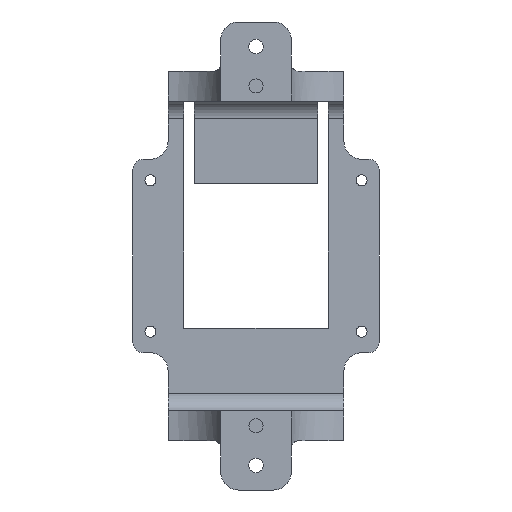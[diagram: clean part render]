
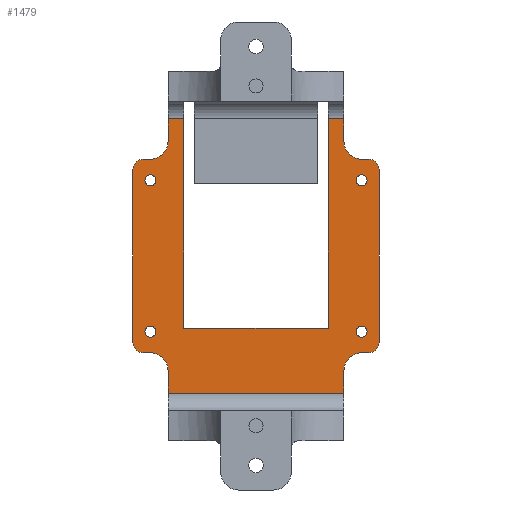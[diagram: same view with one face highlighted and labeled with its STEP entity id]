
A CAD part, front view. The second image highlights one B-rep face of the part: STEP entity #1479.
In plain terms, the highlighted planar face has unit normal (0, -1, 0).
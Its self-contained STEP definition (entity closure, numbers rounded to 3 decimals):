
#21=FACE_BOUND('',#262,.T.);
#22=FACE_BOUND('',#263,.T.);
#23=FACE_BOUND('',#264,.T.);
#24=FACE_BOUND('',#265,.T.);
#61=CIRCLE('',#1614,5.);
#62=CIRCLE('',#1615,3.);
#63=CIRCLE('',#1616,3.);
#64=CIRCLE('',#1617,5.);
#65=CIRCLE('',#1618,5.);
#66=CIRCLE('',#1619,3.);
#67=CIRCLE('',#1620,3.);
#68=CIRCLE('',#1621,5.);
#69=CIRCLE('',#1622,1.55);
#70=CIRCLE('',#1623,1.55);
#71=CIRCLE('',#1624,1.55);
#72=CIRCLE('',#1625,1.55);
#118=PLANE('',#1613);
#177=FACE_OUTER_BOUND('',#261,.T.);
#261=EDGE_LOOP('',(#1157,#1158,#1159,#1160,#1161,#1162,#1163,#1164,#1165,
#1166,#1167,#1168,#1169,#1170,#1171,#1172,#1173,#1174,#1175,#1176,#1177,
#1178,#1179,#1180));
#262=EDGE_LOOP('',(#1181));
#263=EDGE_LOOP('',(#1182));
#264=EDGE_LOOP('',(#1183));
#265=EDGE_LOOP('',(#1184));
#365=LINE('',#2344,#507);
#381=LINE('',#2384,#523);
#397=LINE('',#2425,#539);
#398=LINE('',#2429,#540);
#399=LINE('',#2431,#541);
#400=LINE('',#2433,#542);
#401=LINE('',#2434,#543);
#402=LINE('',#2438,#544);
#403=LINE('',#2442,#545);
#404=LINE('',#2446,#546);
#405=LINE('',#2449,#547);
#406=LINE('',#2451,#548);
#407=LINE('',#2455,#549);
#408=LINE('',#2459,#550);
#409=LINE('',#2463,#551);
#410=LINE('',#2466,#552);
#507=VECTOR('',#1849,10.);
#523=VECTOR('',#1879,10.);
#539=VECTOR('',#1915,10.);
#540=VECTOR('',#1920,10.);
#541=VECTOR('',#1921,10.);
#542=VECTOR('',#1922,10.);
#543=VECTOR('',#1923,10.);
#544=VECTOR('',#1926,10.);
#545=VECTOR('',#1929,10.);
#546=VECTOR('',#1932,10.);
#547=VECTOR('',#1935,10.);
#548=VECTOR('',#1936,10.);
#549=VECTOR('',#1939,10.);
#550=VECTOR('',#1942,10.);
#551=VECTOR('',#1945,10.);
#552=VECTOR('',#1948,10.);
#655=VERTEX_POINT('',#2341);
#656=VERTEX_POINT('',#2343);
#672=VERTEX_POINT('',#2381);
#673=VERTEX_POINT('',#2383);
#687=VERTEX_POINT('',#2422);
#688=VERTEX_POINT('',#2424);
#689=VERTEX_POINT('',#2428);
#690=VERTEX_POINT('',#2430);
#691=VERTEX_POINT('',#2432);
#692=VERTEX_POINT('',#2435);
#693=VERTEX_POINT('',#2437);
#694=VERTEX_POINT('',#2439);
#695=VERTEX_POINT('',#2441);
#696=VERTEX_POINT('',#2443);
#697=VERTEX_POINT('',#2445);
#698=VERTEX_POINT('',#2448);
#699=VERTEX_POINT('',#2450);
#700=VERTEX_POINT('',#2452);
#701=VERTEX_POINT('',#2454);
#702=VERTEX_POINT('',#2456);
#703=VERTEX_POINT('',#2458);
#704=VERTEX_POINT('',#2460);
#705=VERTEX_POINT('',#2462);
#706=VERTEX_POINT('',#2464);
#707=VERTEX_POINT('',#2467);
#708=VERTEX_POINT('',#2469);
#709=VERTEX_POINT('',#2471);
#710=VERTEX_POINT('',#2473);
#824=EDGE_CURVE('',#655,#656,#365,.T.);
#844=EDGE_CURVE('',#672,#673,#381,.T.);
#864=EDGE_CURVE('',#687,#688,#397,.T.);
#866=EDGE_CURVE('',#687,#689,#398,.T.);
#867=EDGE_CURVE('',#689,#690,#399,.T.);
#868=EDGE_CURVE('',#690,#691,#400,.T.);
#869=EDGE_CURVE('',#673,#691,#401,.T.);
#870=EDGE_CURVE('',#692,#672,#61,.T.);
#871=EDGE_CURVE('',#692,#693,#402,.T.);
#872=EDGE_CURVE('',#694,#693,#62,.T.);
#873=EDGE_CURVE('',#694,#695,#403,.T.);
#874=EDGE_CURVE('',#696,#695,#63,.T.);
#875=EDGE_CURVE('',#696,#697,#404,.T.);
#876=EDGE_CURVE('',#656,#697,#64,.T.);
#877=EDGE_CURVE('',#698,#655,#405,.T.);
#878=EDGE_CURVE('',#699,#698,#406,.T.);
#879=EDGE_CURVE('',#700,#699,#65,.T.);
#880=EDGE_CURVE('',#700,#701,#407,.T.);
#881=EDGE_CURVE('',#702,#701,#66,.T.);
#882=EDGE_CURVE('',#702,#703,#408,.T.);
#883=EDGE_CURVE('',#704,#703,#67,.T.);
#884=EDGE_CURVE('',#704,#705,#409,.T.);
#885=EDGE_CURVE('',#706,#705,#68,.T.);
#886=EDGE_CURVE('',#688,#706,#410,.T.);
#887=EDGE_CURVE('',#707,#707,#69,.T.);
#888=EDGE_CURVE('',#708,#708,#70,.T.);
#889=EDGE_CURVE('',#709,#709,#71,.T.);
#890=EDGE_CURVE('',#710,#710,#72,.T.);
#1157=ORIENTED_EDGE('',*,*,#864,.F.);
#1158=ORIENTED_EDGE('',*,*,#866,.T.);
#1159=ORIENTED_EDGE('',*,*,#867,.T.);
#1160=ORIENTED_EDGE('',*,*,#868,.T.);
#1161=ORIENTED_EDGE('',*,*,#869,.F.);
#1162=ORIENTED_EDGE('',*,*,#844,.F.);
#1163=ORIENTED_EDGE('',*,*,#870,.F.);
#1164=ORIENTED_EDGE('',*,*,#871,.T.);
#1165=ORIENTED_EDGE('',*,*,#872,.F.);
#1166=ORIENTED_EDGE('',*,*,#873,.T.);
#1167=ORIENTED_EDGE('',*,*,#874,.F.);
#1168=ORIENTED_EDGE('',*,*,#875,.T.);
#1169=ORIENTED_EDGE('',*,*,#876,.F.);
#1170=ORIENTED_EDGE('',*,*,#824,.F.);
#1171=ORIENTED_EDGE('',*,*,#877,.F.);
#1172=ORIENTED_EDGE('',*,*,#878,.F.);
#1173=ORIENTED_EDGE('',*,*,#879,.F.);
#1174=ORIENTED_EDGE('',*,*,#880,.T.);
#1175=ORIENTED_EDGE('',*,*,#881,.F.);
#1176=ORIENTED_EDGE('',*,*,#882,.T.);
#1177=ORIENTED_EDGE('',*,*,#883,.F.);
#1178=ORIENTED_EDGE('',*,*,#884,.T.);
#1179=ORIENTED_EDGE('',*,*,#885,.F.);
#1180=ORIENTED_EDGE('',*,*,#886,.F.);
#1181=ORIENTED_EDGE('',*,*,#887,.T.);
#1182=ORIENTED_EDGE('',*,*,#888,.T.);
#1183=ORIENTED_EDGE('',*,*,#889,.T.);
#1184=ORIENTED_EDGE('',*,*,#890,.T.);
#1479=ADVANCED_FACE('',(#177,#21,#22,#23,#24),#118,.F.);
#1613=AXIS2_PLACEMENT_3D('',#2427,#1918,#1919);
#1614=AXIS2_PLACEMENT_3D('',#2436,#1924,#1925);
#1615=AXIS2_PLACEMENT_3D('',#2440,#1927,#1928);
#1616=AXIS2_PLACEMENT_3D('',#2444,#1930,#1931);
#1617=AXIS2_PLACEMENT_3D('',#2447,#1933,#1934);
#1618=AXIS2_PLACEMENT_3D('',#2453,#1937,#1938);
#1619=AXIS2_PLACEMENT_3D('',#2457,#1940,#1941);
#1620=AXIS2_PLACEMENT_3D('',#2461,#1943,#1944);
#1621=AXIS2_PLACEMENT_3D('',#2465,#1946,#1947);
#1622=AXIS2_PLACEMENT_3D('',#2468,#1949,#1950);
#1623=AXIS2_PLACEMENT_3D('',#2470,#1951,#1952);
#1624=AXIS2_PLACEMENT_3D('',#2472,#1953,#1954);
#1625=AXIS2_PLACEMENT_3D('',#2474,#1955,#1956);
#1849=DIRECTION('',(0.,0.,1.));
#1879=DIRECTION('',(0.,0.,1.));
#1915=DIRECTION('',(1.,0.,0.));
#1918=DIRECTION('center_axis',(0.,1.,0.));
#1919=DIRECTION('ref_axis',(0.,0.,1.));
#1920=DIRECTION('',(0.,0.,-1.));
#1921=DIRECTION('',(-1.,0.,0.));
#1922=DIRECTION('',(0.,0.,1.));
#1923=DIRECTION('',(1.,0.,0.));
#1924=DIRECTION('center_axis',(0.,-1.,0.));
#1925=DIRECTION('ref_axis',(0.707,0.,-0.707));
#1926=DIRECTION('',(-1.,0.,0.));
#1927=DIRECTION('center_axis',(0.,1.,0.));
#1928=DIRECTION('ref_axis',(-0.707,0.,0.707));
#1929=DIRECTION('',(0.,0.,-1.));
#1930=DIRECTION('center_axis',(0.,1.,0.));
#1931=DIRECTION('ref_axis',(-0.707,0.,-0.707));
#1932=DIRECTION('',(1.,0.,0.));
#1933=DIRECTION('center_axis',(0.,-1.,0.));
#1934=DIRECTION('ref_axis',(0.707,0.,0.707));
#1935=DIRECTION('',(-1.,0.,0.));
#1936=DIRECTION('',(0.,0.,-1.));
#1937=DIRECTION('center_axis',(0.,-1.,0.));
#1938=DIRECTION('ref_axis',(-0.707,0.,0.707));
#1939=DIRECTION('',(1.,0.,0.));
#1940=DIRECTION('center_axis',(0.,1.,0.));
#1941=DIRECTION('ref_axis',(0.707,0.,-0.707));
#1942=DIRECTION('',(0.,0.,1.));
#1943=DIRECTION('center_axis',(0.,1.,0.));
#1944=DIRECTION('ref_axis',(0.707,0.,0.707));
#1945=DIRECTION('',(-1.,0.,0.));
#1946=DIRECTION('center_axis',(0.,-1.,0.));
#1947=DIRECTION('ref_axis',(-0.707,0.,-0.707));
#1948=DIRECTION('',(0.,0.,-1.));
#1949=DIRECTION('center_axis',(0.,1.,0.));
#1950=DIRECTION('ref_axis',(-1.,0.,0.));
#1951=DIRECTION('center_axis',(0.,1.,0.));
#1952=DIRECTION('ref_axis',(-1.,0.,0.));
#1953=DIRECTION('center_axis',(0.,1.,0.));
#1954=DIRECTION('ref_axis',(-1.,0.,0.));
#1955=DIRECTION('center_axis',(0.,1.,0.));
#1956=DIRECTION('ref_axis',(-1.,0.,0.));
#2341=CARTESIAN_POINT('',(-25.,0.,-39.));
#2343=CARTESIAN_POINT('',(-25.,0.,-32.5));
#2344=CARTESIAN_POINT('',(-25.,0.,-52.5));
#2381=CARTESIAN_POINT('',(-25.,0.,32.5));
#2383=CARTESIAN_POINT('',(-25.,0.,39.));
#2384=CARTESIAN_POINT('',(-25.,0.,-52.5));
#2422=CARTESIAN_POINT('',(20.5,0.,39.));
#2424=CARTESIAN_POINT('',(25.,0.,39.));
#2425=CARTESIAN_POINT('',(-12.5,0.,39.));
#2427=CARTESIAN_POINT('Origin',(0.,0.,0.));
#2428=CARTESIAN_POINT('',(20.5,0.,-20.5));
#2429=CARTESIAN_POINT('',(20.5,0.,-10.25));
#2430=CARTESIAN_POINT('',(-20.5,0.,-20.5));
#2431=CARTESIAN_POINT('',(-10.25,0.,-20.5));
#2432=CARTESIAN_POINT('',(-20.5,0.,39.));
#2433=CARTESIAN_POINT('',(-20.5,0.,10.25));
#2434=CARTESIAN_POINT('',(-12.5,0.,39.));
#2435=CARTESIAN_POINT('',(-30.,0.,27.5));
#2436=CARTESIAN_POINT('Origin',(-30.,0.,32.5));
#2437=CARTESIAN_POINT('',(-32.,0.,27.5));
#2438=CARTESIAN_POINT('',(-35.,0.,27.5));
#2439=CARTESIAN_POINT('',(-35.,0.,24.5));
#2440=CARTESIAN_POINT('Origin',(-32.,0.,24.5));
#2441=CARTESIAN_POINT('',(-35.,0.,-24.5));
#2442=CARTESIAN_POINT('',(-35.,0.,-27.5));
#2443=CARTESIAN_POINT('',(-32.,0.,-27.5));
#2444=CARTESIAN_POINT('Origin',(-32.,0.,-24.5));
#2445=CARTESIAN_POINT('',(-30.,0.,-27.5));
#2446=CARTESIAN_POINT('',(-25.,0.,-27.5));
#2447=CARTESIAN_POINT('Origin',(-30.,0.,-32.5));
#2448=CARTESIAN_POINT('',(25.,0.,-39.));
#2449=CARTESIAN_POINT('',(12.5,0.,-39.));
#2450=CARTESIAN_POINT('',(25.,0.,-32.5));
#2451=CARTESIAN_POINT('',(25.,0.,52.5));
#2452=CARTESIAN_POINT('',(30.,0.,-27.5));
#2453=CARTESIAN_POINT('Origin',(30.,0.,-32.5));
#2454=CARTESIAN_POINT('',(32.,0.,-27.5));
#2455=CARTESIAN_POINT('',(35.,0.,-27.5));
#2456=CARTESIAN_POINT('',(35.,0.,-24.5));
#2457=CARTESIAN_POINT('Origin',(32.,0.,-24.5));
#2458=CARTESIAN_POINT('',(35.,0.,24.5));
#2459=CARTESIAN_POINT('',(35.,0.,27.5));
#2460=CARTESIAN_POINT('',(32.,0.,27.5));
#2461=CARTESIAN_POINT('Origin',(32.,0.,24.5));
#2462=CARTESIAN_POINT('',(30.,0.,27.5));
#2463=CARTESIAN_POINT('',(25.,0.,27.5));
#2464=CARTESIAN_POINT('',(25.,0.,32.5));
#2465=CARTESIAN_POINT('Origin',(30.,0.,32.5));
#2466=CARTESIAN_POINT('',(25.,0.,52.5));
#2467=CARTESIAN_POINT('',(-28.45,0.,-21.5));
#2468=CARTESIAN_POINT('Origin',(-30.,0.,-21.5));
#2469=CARTESIAN_POINT('',(-28.45,0.,21.5));
#2470=CARTESIAN_POINT('Origin',(-30.,0.,21.5));
#2471=CARTESIAN_POINT('',(31.55,0.,-21.5));
#2472=CARTESIAN_POINT('Origin',(30.,0.,-21.5));
#2473=CARTESIAN_POINT('',(31.55,0.,21.5));
#2474=CARTESIAN_POINT('Origin',(30.,0.,21.5));
